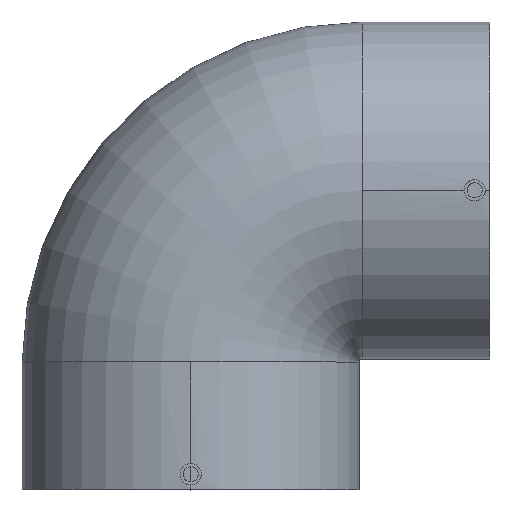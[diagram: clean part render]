
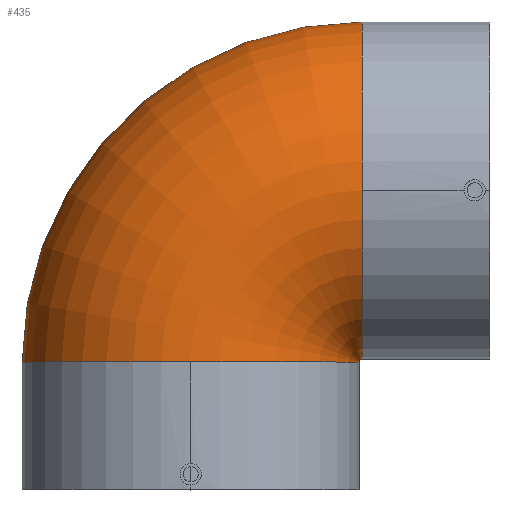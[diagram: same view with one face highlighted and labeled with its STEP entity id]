
A CAD part, top view. The second image highlights one B-rep face of the part: STEP entity #435.
In plain terms, the highlighted toroidal (fillet/blend) face has major radius 113 mm and minor radius 111 mm.
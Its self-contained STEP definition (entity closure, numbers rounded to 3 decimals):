
#5 = DIRECTION ( 'NONE',  ( 1., 0., 0. ) ) ;
#50 = EDGE_CURVE ( 'NONE', #99, #438, #670, .T. ) ;
#56 = CIRCLE ( 'NONE', #843, 111. ) ;
#90 = CARTESIAN_POINT ( 'NONE',  ( 0., 84., 0. ) ) ;
#99 = VERTEX_POINT ( 'NONE', #374 ) ;
#100 = VERTEX_POINT ( 'NONE', #642 ) ;
#173 = AXIS2_PLACEMENT_3D ( 'NONE', #632, #383, #828 ) ;
#184 = CARTESIAN_POINT ( 'NONE',  ( 0., 84., 0. ) ) ;
#189 = CARTESIAN_POINT ( 'NONE',  ( 113., 197., 0. ) ) ;
#207 = VERTEX_POINT ( 'NONE', #1035 ) ;
#230 = ORIENTED_EDGE ( 'NONE', *, *, #616, .F. ) ;
#247 = ORIENTED_EDGE ( 'NONE', *, *, #251, .T. ) ;
#251 = EDGE_CURVE ( 'NONE', #438, #100, #356, .T. ) ;
#297 = FACE_OUTER_BOUND ( 'NONE', #786, .T. ) ;
#303 = DIRECTION ( 'NONE',  ( 0., 0., 1. ) ) ;
#309 = EDGE_CURVE ( 'NONE', #99, #705, #1122, .T. ) ;
#319 = AXIS2_PLACEMENT_3D ( 'NONE', #184, #739, #1007 ) ;
#355 = ORIENTED_EDGE ( 'NONE', *, *, #50, .T. ) ;
#356 = CIRCLE ( 'NONE', #319, 111. ) ;
#360 = DIRECTION ( 'NONE',  ( 0., 0., 1. ) ) ;
#372 = CARTESIAN_POINT ( 'NONE',  ( 113., 84., 0. ) ) ;
#374 = CARTESIAN_POINT ( 'NONE',  ( -111., 84., 0. ) ) ;
#380 = ORIENTED_EDGE ( 'NONE', *, *, #687, .T. ) ;
#383 = DIRECTION ( 'NONE',  ( 0., 0., -1. ) ) ;
#433 = CIRCLE ( 'NONE', #1141, 2. ) ;
#435 = ADVANCED_FACE ( 'NONE', ( #297 ), #497, .T. ) ;
#438 = VERTEX_POINT ( 'NONE', #1051 ) ;
#497 = TOROIDAL_SURFACE ( 'NONE', #1193, 113., 111. ) ;
#507 = CARTESIAN_POINT ( 'NONE',  ( 113., 84., 0. ) ) ;
#558 = DIRECTION ( 'NONE',  ( 0., 1., 0. ) ) ;
#562 = AXIS2_PLACEMENT_3D ( 'NONE', #90, #558, #360 ) ;
#575 = AXIS2_PLACEMENT_3D ( 'NONE', #1165, #692, #710 ) ;
#597 = CIRCLE ( 'NONE', #575, 111. ) ;
#616 = EDGE_CURVE ( 'NONE', #207, #821, #597, .T. ) ;
#632 = CARTESIAN_POINT ( 'NONE',  ( 113., 84., 0. ) ) ;
#642 = CARTESIAN_POINT ( 'NONE',  ( 111., 84., 0. ) ) ;
#670 = CIRCLE ( 'NONE', #562, 111. ) ;
#685 = DIRECTION ( 'NONE',  ( 0., 0., -1. ) ) ;
#687 = EDGE_CURVE ( 'NONE', #100, #821, #433, .T. ) ;
#692 = DIRECTION ( 'NONE',  ( 1., 0., 0. ) ) ;
#705 = VERTEX_POINT ( 'NONE', #915 ) ;
#710 = DIRECTION ( 'NONE',  ( 0., 0., 1. ) ) ;
#739 = DIRECTION ( 'NONE',  ( 0., 1., 0. ) ) ;
#786 = EDGE_LOOP ( 'NONE', ( #1066, #355, #247, #380, #230, #947 ) ) ;
#821 = VERTEX_POINT ( 'NONE', #1041 ) ;
#828 = DIRECTION ( 'NONE',  ( -1., 0., 0. ) ) ;
#843 = AXIS2_PLACEMENT_3D ( 'NONE', #189, #5, #303 ) ;
#859 = DIRECTION ( 'NONE',  ( -1., 0., 0. ) ) ;
#912 = DIRECTION ( 'NONE',  ( -1., 0., 0. ) ) ;
#915 = CARTESIAN_POINT ( 'NONE',  ( 113., 308., 0. ) ) ;
#947 = ORIENTED_EDGE ( 'NONE', *, *, #1194, .F. ) ;
#1007 = DIRECTION ( 'NONE',  ( 0., 0., 1. ) ) ;
#1009 = DIRECTION ( 'NONE',  ( 0., 0., -1. ) ) ;
#1035 = CARTESIAN_POINT ( 'NONE',  ( 113., 197., 111. ) ) ;
#1041 = CARTESIAN_POINT ( 'NONE',  ( 113., 86., 0. ) ) ;
#1051 = CARTESIAN_POINT ( 'NONE',  ( 0., 84., 111. ) ) ;
#1066 = ORIENTED_EDGE ( 'NONE', *, *, #309, .F. ) ;
#1122 = CIRCLE ( 'NONE', #173, 224. ) ;
#1141 = AXIS2_PLACEMENT_3D ( 'NONE', #372, #1009, #912 ) ;
#1165 = CARTESIAN_POINT ( 'NONE',  ( 113., 197., 0. ) ) ;
#1193 = AXIS2_PLACEMENT_3D ( 'NONE', #507, #685, #859 ) ;
#1194 = EDGE_CURVE ( 'NONE', #705, #207, #56, .T. ) ;
